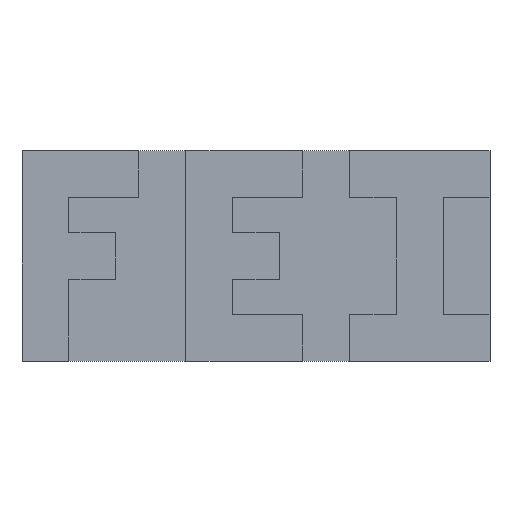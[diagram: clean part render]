
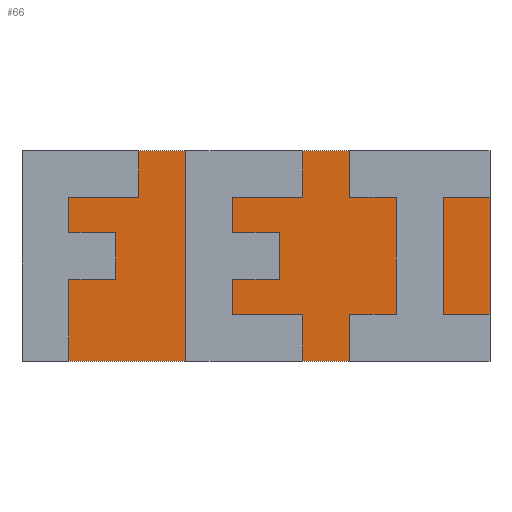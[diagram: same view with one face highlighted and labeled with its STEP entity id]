
A CAD part, top view. The second image highlights one B-rep face of the part: STEP entity #66.
In plain terms, the highlighted planar face has unit normal (0, 0, 1).
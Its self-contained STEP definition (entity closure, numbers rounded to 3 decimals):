
#66=ADVANCED_FACE('',(#158),#112,.T.);
#112=PLANE('',#897);
#158=FACE_OUTER_BOUND('',#204,.T.);
#204=EDGE_LOOP('',(#265,#266,#267,#268));
#265=ORIENTED_EDGE('',*,*,#549,.T.);
#266=ORIENTED_EDGE('',*,*,#553,.T.);
#267=ORIENTED_EDGE('',*,*,#556,.T.);
#268=ORIENTED_EDGE('',*,*,#559,.T.);
#473=VERTEX_POINT('',#1148);
#474=VERTEX_POINT('',#1149);
#477=VERTEX_POINT('',#1157);
#479=VERTEX_POINT('',#1163);
#549=EDGE_CURVE('',#473,#474,#663,.T.);
#553=EDGE_CURVE('',#474,#477,#667,.T.);
#556=EDGE_CURVE('',#477,#479,#670,.T.);
#559=EDGE_CURVE('',#479,#473,#673,.T.);
#663=LINE('',#1147,#777);
#667=LINE('',#1156,#781);
#670=LINE('',#1162,#784);
#673=LINE('',#1168,#787);
#777=VECTOR('',#940,1.);
#781=VECTOR('',#946,1.);
#784=VECTOR('',#951,1.);
#787=VECTOR('',#956,1.);
#897=AXIS2_PLACEMENT_3D('',#1172,#962,#963);
#940=DIRECTION('',(0.,-1.,0.));
#946=DIRECTION('',(1.,0.,0.));
#951=DIRECTION('',(0.,1.,0.));
#956=DIRECTION('',(-1.,0.,0.));
#962=DIRECTION('',(0.,0.,1.));
#963=DIRECTION('',(1.,0.,0.));
#1147=CARTESIAN_POINT('',(-9.5,4.5,0.));
#1148=CARTESIAN_POINT('',(-9.5,4.5,0.));
#1149=CARTESIAN_POINT('',(-9.5,-4.5,0.));
#1156=CARTESIAN_POINT('',(-9.5,-4.5,0.));
#1157=CARTESIAN_POINT('',(10.5,-4.5,0.));
#1162=CARTESIAN_POINT('',(10.5,-4.5,0.));
#1163=CARTESIAN_POINT('',(10.5,4.5,0.));
#1168=CARTESIAN_POINT('',(10.5,4.5,0.));
#1172=CARTESIAN_POINT('',(0.,0.,0.));
